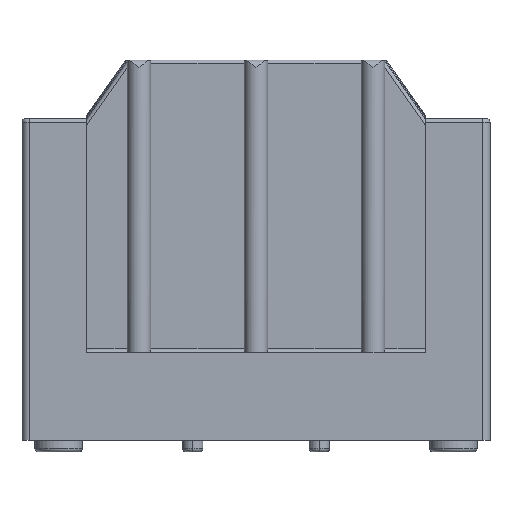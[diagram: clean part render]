
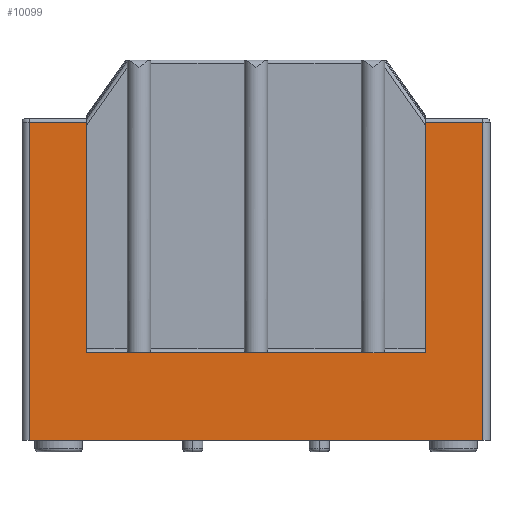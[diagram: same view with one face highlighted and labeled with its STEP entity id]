
A CAD part, left-side view. The second image highlights one B-rep face of the part: STEP entity #10099.
In plain terms, the highlighted planar face has unit normal (-1, 0, 0).
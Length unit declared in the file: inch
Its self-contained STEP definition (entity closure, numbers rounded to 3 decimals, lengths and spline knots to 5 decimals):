
#132 = DIRECTION ( 'NONE',  ( 0., 1., 0. ) ) ;
#852 = EDGE_CURVE ( 'NONE', #30859, #47789, #53707, .T. ) ;
#1363 = DIRECTION ( 'NONE',  ( 0., 1., 0. ) ) ;
#3791 = VECTOR ( 'NONE', #132, 39.37008 ) ;
#5040 = VECTOR ( 'NONE', #59847, 39.37008 ) ;
#5429 = CARTESIAN_POINT ( 'NONE',  ( -1., 1., -2.5 ) ) ;
#5627 = CARTESIAN_POINT ( 'NONE',  ( -1., 1.45, -0.5312 ) ) ;
#6545 = EDGE_CURVE ( 'NONE', #52447, #39331, #27946, .T. ) ;
#6717 = VERTEX_POINT ( 'NONE', #51960 ) ;
#7762 = CARTESIAN_POINT ( 'NONE',  ( -1., -1.9375, -3.25 ) ) ;
#8230 = CARTESIAN_POINT ( 'NONE',  ( -1., -1.9375, 0. ) ) ;
#8417 = CARTESIAN_POINT ( 'NONE',  ( -1., 0., -2.5 ) ) ;
#10086 = CARTESIAN_POINT ( 'NONE',  ( -1., 1.45, -2.5 ) ) ;
#10099 = ADVANCED_FACE ( 'NONE', ( #15519 ), #49152, .T. ) ;
#10972 = EDGE_CURVE ( 'NONE', #39331, #53741, #39530, .T. ) ;
#13047 = VECTOR ( 'NONE', #23344, 39.37008 ) ;
#13391 = DIRECTION ( 'NONE',  ( 0., -1., 0. ) ) ;
#13856 = DIRECTION ( 'NONE',  ( 0., 0., -1. ) ) ;
#14112 = ORIENTED_EDGE ( 'NONE', *, *, #57245, .T. ) ;
#14678 = VERTEX_POINT ( 'NONE', #64064 ) ;
#15344 = CARTESIAN_POINT ( 'NONE',  ( -1., 0., 0. ) ) ;
#15453 = ORIENTED_EDGE ( 'NONE', *, *, #64090, .T. ) ;
#15519 = FACE_OUTER_BOUND ( 'NONE', #17461, .T. ) ;
#16225 = ORIENTED_EDGE ( 'NONE', *, *, #10972, .F. ) ;
#16878 = LINE ( 'NONE', #47711, #41751 ) ;
#17030 = CARTESIAN_POINT ( 'NONE',  ( -1., -1.45, -2.5 ) ) ;
#17449 = CARTESIAN_POINT ( 'NONE',  ( -1., 0., -2.5 ) ) ;
#17461 = EDGE_LOOP ( 'NONE', ( #14112, #21424, #23183, #63478, #55866, #16225, #19961, #27549, #28041, #15453, #33759 ) ) ;
#17941 = VERTEX_POINT ( 'NONE', #52632 ) ;
#18105 = EDGE_CURVE ( 'NONE', #17941, #6717, #20564, .T. ) ;
#18362 = VERTEX_POINT ( 'NONE', #30790 ) ;
#19961 = ORIENTED_EDGE ( 'NONE', *, *, #6545, .F. ) ;
#20092 = AXIS2_PLACEMENT_3D ( 'NONE', #15344, #49993, #20381 ) ;
#20381 = DIRECTION ( 'NONE',  ( 0., 0., 1. ) ) ;
#20564 = LINE ( 'NONE', #53507, #45322 ) ;
#21424 = ORIENTED_EDGE ( 'NONE', *, *, #18105, .T. ) ;
#23183 = ORIENTED_EDGE ( 'NONE', *, *, #34398, .F. ) ;
#23344 = DIRECTION ( 'NONE',  ( 0., -1., 0. ) ) ;
#23899 = DIRECTION ( 'NONE',  ( 0., 1., 0. ) ) ;
#26550 = EDGE_CURVE ( 'NONE', #14678, #34679, #16878, .T. ) ;
#26976 = LINE ( 'NONE', #43588, #53261 ) ;
#27430 = VECTOR ( 'NONE', #1363, 39.37008 ) ;
#27549 = ORIENTED_EDGE ( 'NONE', *, *, #40306, .T. ) ;
#27946 = LINE ( 'NONE', #17449, #39608 ) ;
#28041 = ORIENTED_EDGE ( 'NONE', *, *, #852, .T. ) ;
#28780 = EDGE_CURVE ( 'NONE', #53741, #14678, #60483, .T. ) ;
#29489 = CARTESIAN_POINT ( 'NONE',  ( -1., -1.45, -2.5 ) ) ;
#30790 = CARTESIAN_POINT ( 'NONE',  ( -1., 1.9375, -3.25 ) ) ;
#30859 = VERTEX_POINT ( 'NONE', #5627 ) ;
#32336 = CARTESIAN_POINT ( 'NONE',  ( -1., 0., -2.5 ) ) ;
#32706 = DIRECTION ( 'NONE',  ( 0., -1., 0. ) ) ;
#33253 = DIRECTION ( 'NONE',  ( 0., 0., 1. ) ) ;
#33759 = ORIENTED_EDGE ( 'NONE', *, *, #42071, .F. ) ;
#34398 = EDGE_CURVE ( 'NONE', #34679, #6717, #39547, .T. ) ;
#34679 = VERTEX_POINT ( 'NONE', #17030 ) ;
#35228 = CARTESIAN_POINT ( 'NONE',  ( -1., 0., -3.25 ) ) ;
#37617 = CARTESIAN_POINT ( 'NONE',  ( -1., 1.45, -2.5 ) ) ;
#39331 = VERTEX_POINT ( 'NONE', #5429 ) ;
#39530 = LINE ( 'NONE', #52918, #13047 ) ;
#39547 = LINE ( 'NONE', #29489, #51048 ) ;
#39608 = VECTOR ( 'NONE', #32706, 39.37008 ) ;
#40306 = EDGE_CURVE ( 'NONE', #52447, #30859, #44621, .T. ) ;
#41751 = VECTOR ( 'NONE', #52668, 39.37008 ) ;
#41882 = LINE ( 'NONE', #35228, #3791 ) ;
#42071 = EDGE_CURVE ( 'NONE', #53775, #18362, #41882, .T. ) ;
#42998 = LINE ( 'NONE', #8230, #54529 ) ;
#43588 = CARTESIAN_POINT ( 'NONE',  ( -1., 1.9375, 0. ) ) ;
#44621 = LINE ( 'NONE', #10086, #5040 ) ;
#45322 = VECTOR ( 'NONE', #23899, 39.37008 ) ;
#47387 = VECTOR ( 'NONE', #13391, 39.37008 ) ;
#47711 = CARTESIAN_POINT ( 'NONE',  ( -1., 0., -2.5 ) ) ;
#47789 = VERTEX_POINT ( 'NONE', #54759 ) ;
#49152 = PLANE ( 'NONE',  #20092 ) ;
#49993 = DIRECTION ( 'NONE',  ( -1., 0., 0. ) ) ;
#51048 = VECTOR ( 'NONE', #59031, 39.37008 ) ;
#51960 = CARTESIAN_POINT ( 'NONE',  ( -1., -1.45, -0.5312 ) ) ;
#52447 = VERTEX_POINT ( 'NONE', #37617 ) ;
#52632 = CARTESIAN_POINT ( 'NONE',  ( -1., -1.9375, -0.5312 ) ) ;
#52668 = DIRECTION ( 'NONE',  ( 0., -1., 0. ) ) ;
#52918 = CARTESIAN_POINT ( 'NONE',  ( -1., 0., -2.5 ) ) ;
#53261 = VECTOR ( 'NONE', #13856, 39.37008 ) ;
#53507 = CARTESIAN_POINT ( 'NONE',  ( -1., 0., -0.5312 ) ) ;
#53707 = LINE ( 'NONE', #60726, #27430 ) ;
#53741 = VERTEX_POINT ( 'NONE', #32336 ) ;
#53775 = VERTEX_POINT ( 'NONE', #7762 ) ;
#54529 = VECTOR ( 'NONE', #33253, 39.37008 ) ;
#54759 = CARTESIAN_POINT ( 'NONE',  ( -1., 1.9375, -0.5312 ) ) ;
#55866 = ORIENTED_EDGE ( 'NONE', *, *, #28780, .F. ) ;
#57245 = EDGE_CURVE ( 'NONE', #53775, #17941, #42998, .T. ) ;
#59031 = DIRECTION ( 'NONE',  ( 0., 0., 1. ) ) ;
#59847 = DIRECTION ( 'NONE',  ( 0., 0., 1. ) ) ;
#60483 = LINE ( 'NONE', #8417, #47387 ) ;
#60726 = CARTESIAN_POINT ( 'NONE',  ( -1., 0., -0.5312 ) ) ;
#63478 = ORIENTED_EDGE ( 'NONE', *, *, #26550, .F. ) ;
#64064 = CARTESIAN_POINT ( 'NONE',  ( -1., -1., -2.5 ) ) ;
#64090 = EDGE_CURVE ( 'NONE', #47789, #18362, #26976, .T. ) ;
